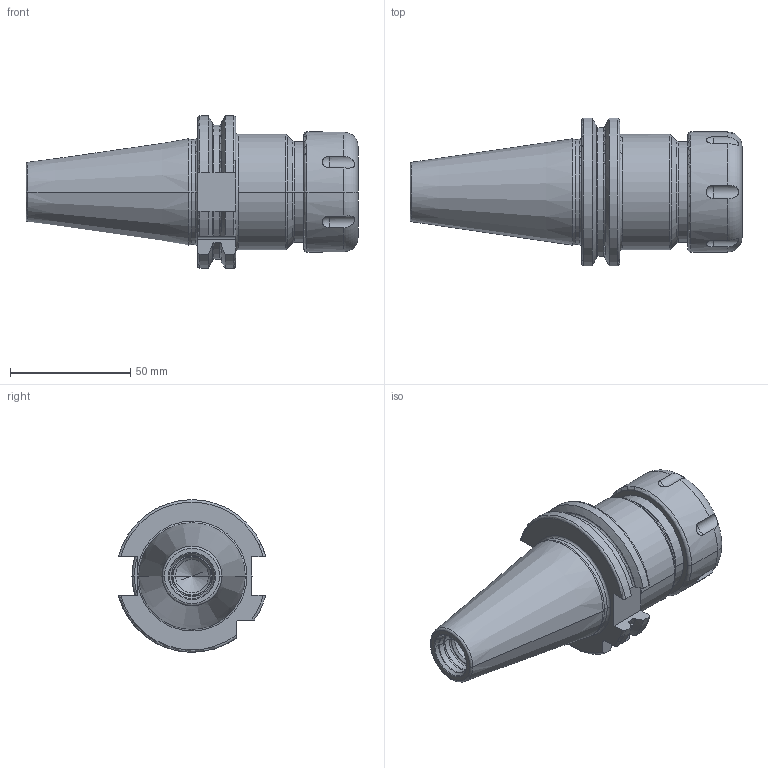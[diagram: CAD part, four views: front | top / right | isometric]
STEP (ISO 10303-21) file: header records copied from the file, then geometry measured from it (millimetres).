
FILE_DESCRIPTION((''),'2;1');
FILE_NAME('40-320-32-3_ASM','2013-05-29T',('mei'),(''),'PRO/ENGINEER BY PARAMETRIC TECHNOLOGY CORPORATION, 2010430','PRO/ENGINEER BY PARAMETRIC TECHNOLOGY CORPORATION, 2010430','');
FILE_SCHEMA(('CONFIG_CONTROL_DESIGN'));
Length unit declared in the file: millimetre
Products named in the file (3): 40-320-32-3; 83-914-32; 40-320-32-3_ASM
Assembly tree (2 placements, depth 2):
  40-320-32-3_ASM
    40-320-32-3
    83-914-32
Bounding box: 138.25 x 61.42 x 63.51 mm (x, y, z)
Volume: 169014 mm3; surface area: 37785.5 mm2
Topology: 2 solids, 3 shells, 168 faces, 420 edges, 259 vertices
Faces by surface type: cylinder 52, cone 41, torus 37, plane 32, sphere 6
Entity records: 5539 total; most frequent: CARTESIAN_POINT 1405, DIRECTION 911, ORIENTED_EDGE 828, EDGE_CURVE 416, AXIS2_PLACEMENT_3D 383, VERTEX_POINT 259, CIRCLE 208, EDGE_LOOP 177
